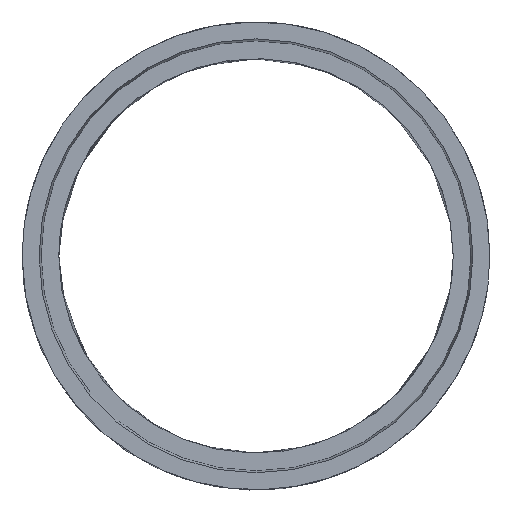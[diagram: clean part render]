
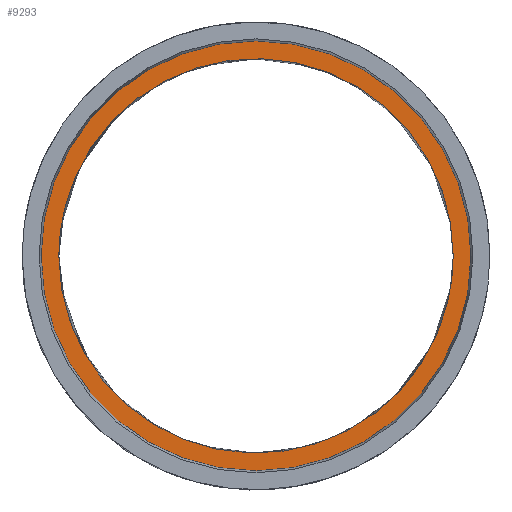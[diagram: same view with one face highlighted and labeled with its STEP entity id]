
A CAD part, top view. The second image highlights one B-rep face of the part: STEP entity #9293.
In plain terms, the highlighted planar face has unit normal (0, 0, 1).
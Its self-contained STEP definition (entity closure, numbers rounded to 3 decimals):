
#31 = CARTESIAN_POINT ( 'NONE',  ( 500., 6.63, 500. ) ) ;
#198 = CARTESIAN_POINT ( 'NONE',  ( -259.788, -447.319, 500. ) ) ;
#1207 = CARTESIAN_POINT ( 'NONE',  ( 0., 0., 500. ) ) ;
#1329 = FACE_OUTER_BOUND ( 'NONE', #14087, .T. ) ;
#2113 = DIRECTION ( 'NONE',  ( 1., 0., 0. ) ) ;
#2687 = CIRCLE ( 'NONE', #3380, 545. ) ;
#2726 = DIRECTION ( 'NONE',  ( 0., 0., 1. ) ) ;
#2730 = ORIENTED_EDGE ( 'NONE', *, *, #13148, .F. ) ;
#3380 = AXIS2_PLACEMENT_3D ( 'NONE', #1207, #2726, #14381 ) ;
#3409 = ORIENTED_EDGE ( 'NONE', *, *, #19465, .F. ) ;
#3701 = CARTESIAN_POINT ( 'NONE',  ( -132.604, 500., 500. ) ) ;
#3945 = CARTESIAN_POINT ( 'NONE',  ( -500., 0., 500. ) ) ;
#4154 = CARTESIAN_POINT ( 'NONE',  ( 500., 0., 500. ) ) ;
#4169 = ORIENTED_EDGE ( 'NONE', *, *, #21147, .T. ) ;
#4693 = VERTEX_POINT ( 'NONE', #15351 ) ;
#5481 = EDGE_CURVE ( 'NONE', #11187, #4693, #2687, .T. ) ;
#5576 = CARTESIAN_POINT ( 'NONE',  ( 496.611, -59.236, 500. ) ) ;
#5883 = CARTESIAN_POINT ( 'NONE',  ( 500., 0., 500. ) ) ;
#6515 = AXIS2_PLACEMENT_3D ( 'NONE', #5883, #14181, #19470 ) ;
#6849 = CARTESIAN_POINT ( 'NONE',  ( 500., 0., 500. ) ) ;
#6961 = CARTESIAN_POINT ( 'NONE',  ( 496.611, 59.236, 500. ) ) ;
#7061 = VERTEX_POINT ( 'NONE', #11367 ) ;
#7712 = PLANE ( 'NONE',  #6515 ) ;
#8515 = CARTESIAN_POINT ( 'NONE',  ( 480.329, -176.116, 500. ) ) ;
#8677 = CARTESIAN_POINT ( 'NONE',  ( -500., 0., 500. ) ) ;
#8915 = CARTESIAN_POINT ( 'NONE',  ( 499.737, -19.864, 500. ) ) ;
#9021 = CARTESIAN_POINT ( 'NONE',  ( -132.604, -500., 500. ) ) ;
#9293 = ADVANCED_FACE ( 'NONE', ( #1329, #15799 ), #7712, .F. ) ;
#9550 = VERTEX_POINT ( 'NONE', #10833 ) ;
#9864 = CARTESIAN_POINT ( 'NONE',  ( 259.788, 447.319, 500. ) ) ;
#10294 = CARTESIAN_POINT ( 'NONE',  ( -259.788, 447.319, 500. ) ) ;
#10833 = CARTESIAN_POINT ( 'NONE',  ( -500., 0., 500. ) ) ;
#11187 = VERTEX_POINT ( 'NONE', #13218 ) ;
#11367 = CARTESIAN_POINT ( 'NONE',  ( 500., 0., 500. ) ) ;
#11908 = CARTESIAN_POINT ( 'NONE',  ( 498.56, 39.611, 500. ) ) ;
#12358 = CARTESIAN_POINT ( 'NONE',  ( -447.319, -259.788, 500. ) ) ;
#13010 = B_SPLINE_CURVE_WITH_KNOTS ( 'NONE', 3,
 ( #6849, #31, #20227, #11908, #6961, #18183, #18075, #9864, #16450, #3701, #10294, #14829, #16887, #8677 ),
 .UNSPECIFIED., .F., .F.,
 ( 4, 1, 1, 1, 1, 2, 2, 2, 4 ),
 ( 0., 0.02, 0.039, 0.059, 0.078, 0.391, 0.782, 1.172, 1.563 ),
 .UNSPECIFIED. ) ;
#13148 = EDGE_CURVE ( 'NONE', #7061, #9550, #13010, .T. ) ;
#13218 = CARTESIAN_POINT ( 'NONE',  ( 545., 0., 500. ) ) ;
#13370 = CARTESIAN_POINT ( 'NONE',  ( 259.788, -447.319, 500. ) ) ;
#13657 = CARTESIAN_POINT ( 'NONE',  ( 0., 0., 500. ) ) ;
#14087 = EDGE_LOOP ( 'NONE', ( #19929, #4169 ) ) ;
#14181 = DIRECTION ( 'NONE',  ( 0., 0., -1. ) ) ;
#14381 = DIRECTION ( 'NONE',  ( 1., 0., 0. ) ) ;
#14829 = CARTESIAN_POINT ( 'NONE',  ( -447.319, 259.788, 500. ) ) ;
#14988 = CARTESIAN_POINT ( 'NONE',  ( -500., -132.604, 500. ) ) ;
#15351 = CARTESIAN_POINT ( 'NONE',  ( -545., 0., 500. ) ) ;
#15601 = CARTESIAN_POINT ( 'NONE',  ( 498.56, -39.611, 500. ) ) ;
#15789 = B_SPLINE_CURVE_WITH_KNOTS ( 'NONE', 3,
 ( #3945, #14988, #12358, #198, #9021, #20469, #13370, #17127, #8515, #5576, #15601, #8915, #19960, #4154 ),
 .UNSPECIFIED., .F., .F.,
 ( 4, 2, 2, 2, 1, 1, 1, 1, 4 ),
 ( 1.563, 1.954, 2.345, 2.735, 3.048, 3.067, 3.087, 3.107, 3.126 ),
 .UNSPECIFIED. ) ;
#15799 = FACE_BOUND ( 'NONE', #19715, .T. ) ;
#16450 = CARTESIAN_POINT ( 'NONE',  ( 132.604, 500., 500. ) ) ;
#16887 = CARTESIAN_POINT ( 'NONE',  ( -500., 132.604, 500. ) ) ;
#17127 = CARTESIAN_POINT ( 'NONE',  ( 428.566, -278.541, 500. ) ) ;
#18075 = CARTESIAN_POINT ( 'NONE',  ( 428.566, 278.541, 500. ) ) ;
#18183 = CARTESIAN_POINT ( 'NONE',  ( 480.329, 176.116, 500. ) ) ;
#18205 = DIRECTION ( 'NONE',  ( 0., 0., 1. ) ) ;
#19256 = AXIS2_PLACEMENT_3D ( 'NONE', #13657, #18205, #2113 ) ;
#19465 = EDGE_CURVE ( 'NONE', #9550, #7061, #15789, .T. ) ;
#19470 = DIRECTION ( 'NONE',  ( -1., 0., 0. ) ) ;
#19639 = CIRCLE ( 'NONE', #19256, 545. ) ;
#19715 = EDGE_LOOP ( 'NONE', ( #2730, #3409 ) ) ;
#19929 = ORIENTED_EDGE ( 'NONE', *, *, #5481, .T. ) ;
#19960 = CARTESIAN_POINT ( 'NONE',  ( 500., -6.63, 500. ) ) ;
#20227 = CARTESIAN_POINT ( 'NONE',  ( 499.737, 19.864, 500. ) ) ;
#20469 = CARTESIAN_POINT ( 'NONE',  ( 132.604, -500., 500. ) ) ;
#21147 = EDGE_CURVE ( 'NONE', #4693, #11187, #19639, .T. ) ;
